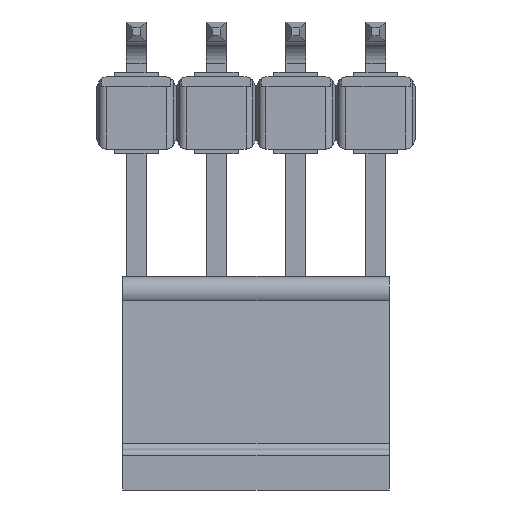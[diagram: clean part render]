
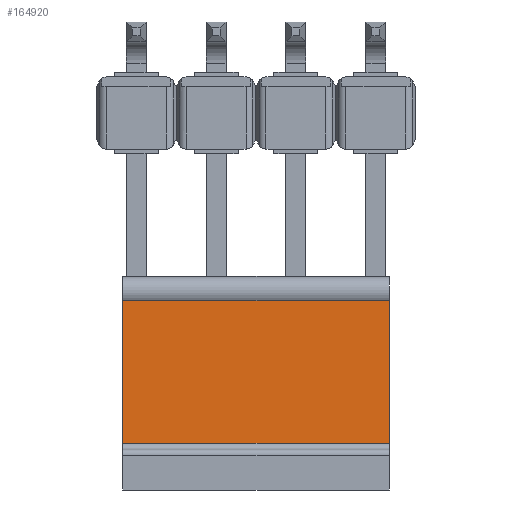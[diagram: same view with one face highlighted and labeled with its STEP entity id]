
A CAD part, front view. The second image highlights one B-rep face of the part: STEP entity #164920.
In plain terms, the highlighted face is planar.
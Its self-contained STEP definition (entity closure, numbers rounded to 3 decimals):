
#157200=CARTESIAN_POINT('',(2235.653,1096.915,0.));
#157210=VERTEX_POINT('',#157200);
#157240=CARTESIAN_POINT('',(2235.542,1092.377,0.));
#157250=DIRECTION('',(0.025,1.,0.));
#157260=VECTOR('',#157250,1.);
#157270=LINE('',#157240,#157260);
#157280=CARTESIAN_POINT('',(2235.542,1092.377,0.));
#157290=VERTEX_POINT('',#157280);
#157300=EDGE_CURVE('',#157290,#157210,#157270,.T.);
#160760=CARTESIAN_POINT('',(2235.542,1092.377,-8.5));
#160770=VERTEX_POINT('',#160760);
#160800=CARTESIAN_POINT('',(2235.542,1092.377,-8.5));
#160810=DIRECTION('',(0.025,1.,0.));
#160820=VECTOR('',#160810,1.);
#160830=LINE('',#160800,#160820);
#160840=CARTESIAN_POINT('',(2235.653,1096.915,-8.5));
#160850=VERTEX_POINT('',#160840);
#160860=EDGE_CURVE('',#160770,#160850,#160830,.T.);
#164650=CARTESIAN_POINT('',(2235.542,1092.377,0.));
#164660=DIRECTION('',(-0.,-0.,-1.));
#164670=VECTOR('',#164660,1.);
#164680=LINE('',#164650,#164670);
#164690=EDGE_CURVE('',#157290,#160770,#164680,.T.);
#164760=CARTESIAN_POINT('',(2235.653,1096.915,0.));
#164770=DIRECTION('',(-1.,0.025,0.));
#164780=DIRECTION('',(0.025,1.,0.));
#164790=AXIS2_PLACEMENT_3D('',#164760,#164770,#164780);
#164800=PLANE('',#164790);
#164810=ORIENTED_EDGE('',*,*,#157300,.F.);
#164820=CARTESIAN_POINT('',(2235.653,1096.915,0.));
#164830=DIRECTION('',(-0.,-0.,-1.));
#164840=VECTOR('',#164830,1.);
#164850=LINE('',#164820,#164840);
#164860=EDGE_CURVE('',#157210,#160850,#164850,.T.);
#164870=ORIENTED_EDGE('',*,*,#164860,.F.);
#164880=ORIENTED_EDGE('',*,*,#160860,.T.);
#164890=ORIENTED_EDGE('',*,*,#164690,.T.);
#164900=EDGE_LOOP('',(#164890,#164880,#164870,#164810));
#164910=FACE_OUTER_BOUND('',#164900,.T.);
#164920=ADVANCED_FACE('',(#164910),#164800,.F.);
